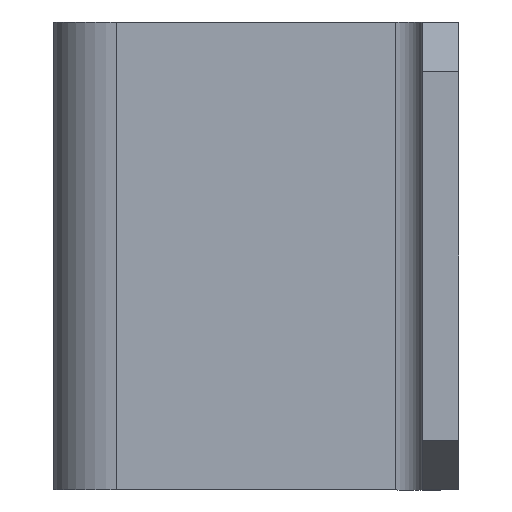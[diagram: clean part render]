
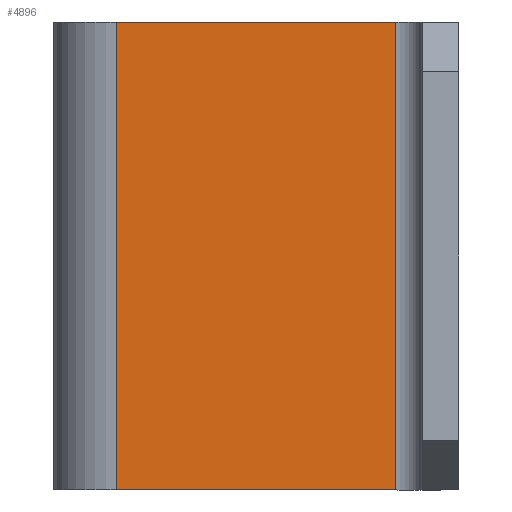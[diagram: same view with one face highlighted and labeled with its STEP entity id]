
A CAD part, left-side view. The second image highlights one B-rep face of the part: STEP entity #4896.
In plain terms, the highlighted planar face has unit normal (-1, 0, 0).
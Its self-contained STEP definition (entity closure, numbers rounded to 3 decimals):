
#4823=CARTESIAN_POINT('',(-25.,38.,26.));
#4824=VERTEX_POINT('',#4823);
#4859=CARTESIAN_POINT('',(-25.,63.477,0.));
#4860=DIRECTION('',(-1.0,0.0,0.0));
#4861=DIRECTION('',(0.0,0.0,1.0));
#4862=AXIS2_PLACEMENT_3D('',#4859,#4860,#4861);
#4863=PLANE('',#4862);
#4864=CARTESIAN_POINT('',(-25.,38.,-26.));
#4865=VERTEX_POINT('',#4864);
#4866=CARTESIAN_POINT('',(-25.,38.0,-26.));
#4867=DIRECTION('',(0.0,0.0,1.0));
#4868=VECTOR('',#4867,52.0);
#4869=LINE('',#4866,#4868);
#4870=EDGE_CURVE('',#4865,#4824,#4869,.T.);
#4871=ORIENTED_EDGE('',*,*,#4870,.F.);
#4872=CARTESIAN_POINT('',(-25.,7.,-26.));
#4873=VERTEX_POINT('',#4872);
#4874=CARTESIAN_POINT('',(-25.,7.,-26.0));
#4875=DIRECTION('',(0.0,1.0,0.0));
#4876=VECTOR('',#4875,31.);
#4877=LINE('',#4874,#4876);
#4878=EDGE_CURVE('',#4873,#4865,#4877,.T.);
#4879=ORIENTED_EDGE('',*,*,#4878,.F.);
#4880=CARTESIAN_POINT('',(-25.,7.,26.));
#4881=VERTEX_POINT('',#4880);
#4882=CARTESIAN_POINT('',(-25.,7.,-26.));
#4883=DIRECTION('',(0.0,0.0,1.0));
#4884=VECTOR('',#4883,52.0);
#4885=LINE('',#4882,#4884);
#4886=EDGE_CURVE('',#4873,#4881,#4885,.T.);
#4887=ORIENTED_EDGE('',*,*,#4886,.T.);
#4888=CARTESIAN_POINT('',(-25.,38.,26.));
#4889=DIRECTION('',(0.0,-1.0,0.0));
#4890=VECTOR('',#4889,31.);
#4891=LINE('',#4888,#4890);
#4892=EDGE_CURVE('',#4824,#4881,#4891,.T.);
#4893=ORIENTED_EDGE('',*,*,#4892,.F.);
#4894=EDGE_LOOP('',(#4871,#4879,#4887,#4893));
#4895=FACE_OUTER_BOUND('',#4894,.T.);
#4896=ADVANCED_FACE('',(#4895),#4863,.T.);
